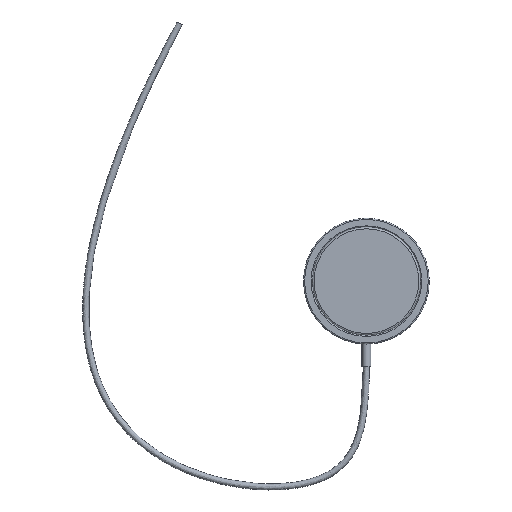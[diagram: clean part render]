
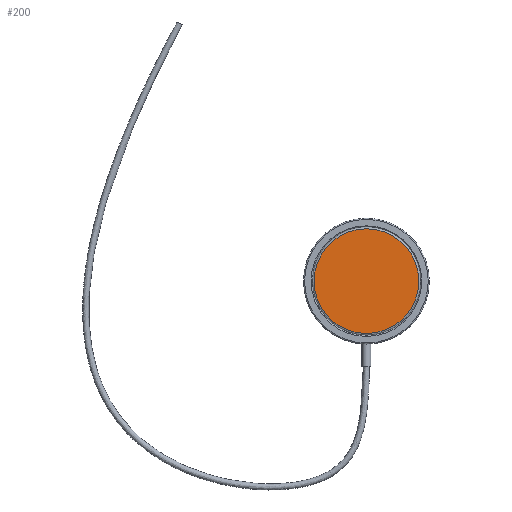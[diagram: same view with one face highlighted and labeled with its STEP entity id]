
A CAD part, top view. The second image highlights one B-rep face of the part: STEP entity #200.
In plain terms, the highlighted planar face has unit normal (0, 0, 1).
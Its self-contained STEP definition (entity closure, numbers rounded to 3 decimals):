
#30=PLANE('',#247);
#49=FACE_OUTER_BOUND('',#67,.T.);
#67=EDGE_LOOP('',(#175));
#94=CIRCLE('',#241,23.306);
#109=VERTEX_POINT('',#358);
#129=EDGE_CURVE('',#109,#109,#94,.T.);
#175=ORIENTED_EDGE('',*,*,#129,.F.);
#200=ADVANCED_FACE('',(#49),#30,.T.);
#241=AXIS2_PLACEMENT_3D('',#359,#297,#298);
#247=AXIS2_PLACEMENT_3D('',#369,#310,#311);
#297=DIRECTION('center_axis',(0.,0.,-1.));
#298=DIRECTION('ref_axis',(-1.,0.,0.));
#310=DIRECTION('center_axis',(0.,0.,1.));
#311=DIRECTION('ref_axis',(-1.,0.,0.));
#358=CARTESIAN_POINT('',(-23.306,0.,5.7));
#359=CARTESIAN_POINT('Origin',(0.,0.,5.7));
#369=CARTESIAN_POINT('Origin',(0.,0.,5.7));
